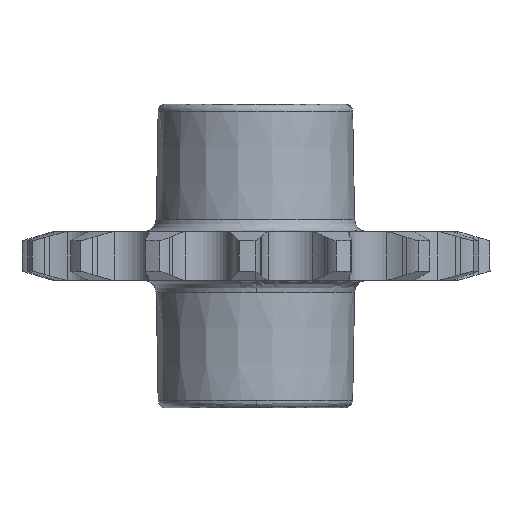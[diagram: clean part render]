
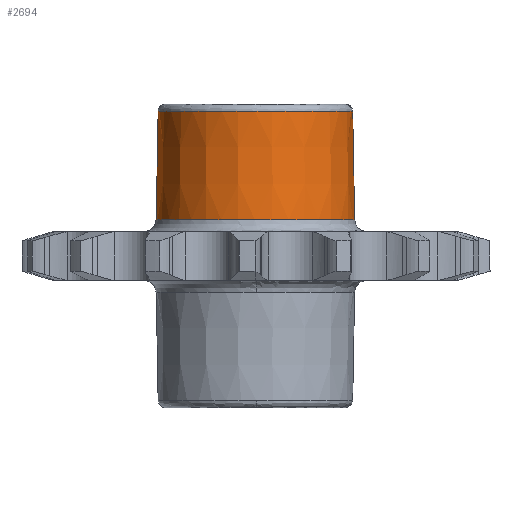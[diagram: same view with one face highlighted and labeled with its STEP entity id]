
A CAD part, front view. The second image highlights one B-rep face of the part: STEP entity #2694.
In plain terms, the highlighted conical face has half-angle 1 degrees and reference radius 4.083 mm.
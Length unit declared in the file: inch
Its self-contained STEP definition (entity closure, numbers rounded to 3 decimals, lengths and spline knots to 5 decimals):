
#13 = EDGE_CURVE ( 'NONE', #654, #14, #2919, .T. ) ;
#14 = VERTEX_POINT ( 'NONE', #2915 ) ;
#19 = EDGE_CURVE ( 'NONE', #257, #642, #2909, .T. ) ;
#257 = VERTEX_POINT ( 'NONE', #7828 ) ;
#493 = VERTEX_POINT ( 'NONE', #5834 ) ;
#495 = EDGE_CURVE ( 'NONE', #642, #493, #5954, .T. ) ;
#642 = VERTEX_POINT ( 'NONE', #6164 ) ;
#651 = VERTEX_POINT ( 'NONE', #6292 ) ;
#653 = EDGE_CURVE ( 'NONE', #654, #651, #6290, .T. ) ;
#654 = VERTEX_POINT ( 'NONE', #6218 ) ;
#1921 = EDGE_CURVE ( 'NONE', #651, #257, #3761, .T. ) ;
#2672 = ORIENTED_EDGE ( 'NONE', *, *, #1921, .T. ) ;
#2673 = ORIENTED_EDGE ( 'NONE', *, *, #19, .T. ) ;
#2674 = ORIENTED_EDGE ( 'NONE', *, *, #495, .T. ) ;
#2675 = ORIENTED_EDGE ( 'NONE', *, *, #2676, .T. ) ;
#2676 = EDGE_CURVE ( 'NONE', #493, #14, #5207, .T. ) ;
#2685 = EDGE_LOOP ( 'NONE', ( #2695, #2696, #2672, #2673, #2674, #2675 ) ) ;
#2694 = ADVANCED_FACE ( 'NONE', ( #5071 ), #5070, .T. ) ;
#2695 = ORIENTED_EDGE ( 'NONE', *, *, #13, .F. ) ;
#2696 = ORIENTED_EDGE ( 'NONE', *, *, #653, .T. ) ;
#2906 = DIRECTION ( 'NONE',  ( -0.017, 0., -1. ) ) ;
#2907 = VECTOR ( 'NONE', #2906, 39.37008 ) ;
#2908 = CARTESIAN_POINT ( 'NONE',  ( -0.16075, 0., 0.09808 ) ) ;
#2909 = LINE ( 'NONE', #2908, #2907 ) ;
#2915 = CARTESIAN_POINT ( 'NONE',  ( 0.16075, 0., 0.09808 ) ) ;
#2916 = DIRECTION ( 'NONE',  ( 0.017, 0., -1. ) ) ;
#2917 = VECTOR ( 'NONE', #2916, 39.37008 ) ;
#2918 = CARTESIAN_POINT ( 'NONE',  ( 0.16075, 0., 0.09808 ) ) ;
#2919 = LINE ( 'NONE', #2918, #2917 ) ;
#3742 = DIRECTION ( 'NONE',  ( -1., 0., 0. ) ) ;
#3743 = DIRECTION ( 'NONE',  ( 0., 0., -1. ) ) ;
#3744 = CARTESIAN_POINT ( 'NONE',  ( 0., 0., 0.27383 ) ) ;
#3745 = AXIS2_PLACEMENT_3D ( 'NONE', #3744, #3743, #3742 ) ;
#3761 = CIRCLE ( 'NONE', #3745, 0.15768 ) ;
#5070 = CONICAL_SURFACE ( 'NONE', #5198, 0.16075, 0.017 ) ;
#5071 = FACE_OUTER_BOUND ( 'NONE', #2685, .T. ) ;
#5195 = DIRECTION ( 'NONE',  ( -1., 0., 0. ) ) ;
#5196 = DIRECTION ( 'NONE',  ( 0., 0., -1. ) ) ;
#5197 = CARTESIAN_POINT ( 'NONE',  ( 0., 0., 0.09808 ) ) ;
#5198 = AXIS2_PLACEMENT_3D ( 'NONE', #5197, #5196, #5195 ) ;
#5200 = DIRECTION ( 'NONE',  ( -1., 0.011, 0. ) ) ;
#5201 = DIRECTION ( 'NONE',  ( 0., 0., 1. ) ) ;
#5202 = AXIS2_PLACEMENT_3D ( 'NONE', #5208, #5201, #5200 ) ;
#5207 = CIRCLE ( 'NONE', #5202, 0.16075 ) ;
#5208 = CARTESIAN_POINT ( 'NONE',  ( 0., 0., 0.09808 ) ) ;
#5834 = CARTESIAN_POINT ( 'NONE',  ( 0.16074, -0.00184, 0.09808 ) ) ;
#5954 = CIRCLE ( 'NONE', #5960, 0.16075 ) ;
#5957 = DIRECTION ( 'NONE',  ( -1., 0.011, 0. ) ) ;
#5958 = DIRECTION ( 'NONE',  ( 0., 0., 1. ) ) ;
#5959 = CARTESIAN_POINT ( 'NONE',  ( 0., 0., 0.09808 ) ) ;
#5960 = AXIS2_PLACEMENT_3D ( 'NONE', #5959, #5958, #5957 ) ;
#6164 = CARTESIAN_POINT ( 'NONE',  ( -0.16075, 0., 0.09808 ) ) ;
#6218 = CARTESIAN_POINT ( 'NONE',  ( 0.15768, 0., 0.27383 ) ) ;
#6219 = DIRECTION ( 'NONE',  ( -1., 0., 0. ) ) ;
#6220 = DIRECTION ( 'NONE',  ( 0., 0., -1. ) ) ;
#6221 = CARTESIAN_POINT ( 'NONE',  ( 0., 0., 0.27383 ) ) ;
#6289 = AXIS2_PLACEMENT_3D ( 'NONE', #6221, #6220, #6219 ) ;
#6290 = CIRCLE ( 'NONE', #6289, 0.15768 ) ;
#6292 = CARTESIAN_POINT ( 'NONE',  ( 0.15767, -0.0018, 0.27383 ) ) ;
#7828 = CARTESIAN_POINT ( 'NONE',  ( -0.15768, 0., 0.27383 ) ) ;
